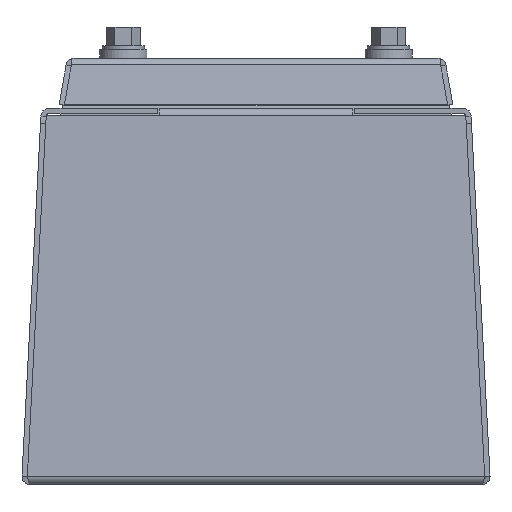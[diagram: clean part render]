
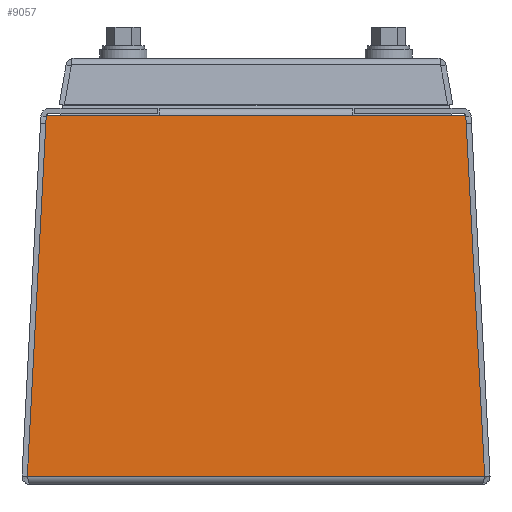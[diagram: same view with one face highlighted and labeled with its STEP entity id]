
A CAD part, left-side view. The second image highlights one B-rep face of the part: STEP entity #9057.
In plain terms, the highlighted planar face has unit normal (-0.999, 0, 0.052).
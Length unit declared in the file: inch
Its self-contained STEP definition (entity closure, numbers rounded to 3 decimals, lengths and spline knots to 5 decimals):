
#44 = DIRECTION ( 'NONE',  ( 0., 1., 0. ) ) ;
#514 = VECTOR ( 'NONE', #44, 39.37008 ) ;
#721 = CARTESIAN_POINT ( 'NONE',  ( -3.77021, 1.02773, 3.9185 ) ) ;
#1003 = VECTOR ( 'NONE', #13109, 39.37008 ) ;
#1210 = VERTEX_POINT ( 'NONE', #11699 ) ;
#1245 = ORIENTED_EDGE ( 'NONE', *, *, #12241, .T. ) ;
#1447 = EDGE_CURVE ( 'NONE', #12217, #1741, #10021, .T. ) ;
#1741 = VERTEX_POINT ( 'NONE', #9679 ) ;
#1866 = VERTEX_POINT ( 'NONE', #6479 ) ;
#2571 = EDGE_LOOP ( 'NONE', ( #1245, #10520, #7799, #4803, #8191, #9958 ) ) ;
#2797 = LINE ( 'NONE', #7165, #7989 ) ;
#3201 = CARTESIAN_POINT ( 'NONE',  ( -3.77021, 2.23017, 3.9185 ) ) ;
#3842 = PLANE ( 'NONE',  #14179 ) ;
#3954 = CARTESIAN_POINT ( 'NONE',  ( -3.97082, -2.43079, 0.0905 ) ) ;
#4246 = CARTESIAN_POINT ( 'NONE',  ( -3.77021, -16.85702, 3.9185 ) ) ;
#4736 = CARTESIAN_POINT ( 'NONE',  ( -3.97242, -16.85702, 0.05998 ) ) ;
#4788 = EDGE_CURVE ( 'NONE', #1866, #6861, #11745, .T. ) ;
#4803 = ORIENTED_EDGE ( 'NONE', *, *, #12109, .T. ) ;
#5416 = VECTOR ( 'NONE', #10796, 39.37008 ) ;
#5491 = LINE ( 'NONE', #7592, #1003 ) ;
#6479 = CARTESIAN_POINT ( 'NONE',  ( -3.77021, -1.02773, 3.9185 ) ) ;
#6861 = VERTEX_POINT ( 'NONE', #721 ) ;
#7165 = CARTESIAN_POINT ( 'NONE',  ( -3.77021, 2.23017, 3.9185 ) ) ;
#7176 = DIRECTION ( 'NONE',  ( 0.052, 0.052, 0.997 ) ) ;
#7188 = DIRECTION ( 'NONE',  ( -0.999, 0., 0.052 ) ) ;
#7267 = FACE_OUTER_BOUND ( 'NONE', #2571, .T. ) ;
#7592 = CARTESIAN_POINT ( 'NONE',  ( -3.77021, -16.85702, 3.9185 ) ) ;
#7799 = ORIENTED_EDGE ( 'NONE', *, *, #10784, .T. ) ;
#7989 = VECTOR ( 'NONE', #10441, 39.37008 ) ;
#8191 = ORIENTED_EDGE ( 'NONE', *, *, #1447, .F. ) ;
#8192 = LINE ( 'NONE', #8259, #13737 ) ;
#8259 = CARTESIAN_POINT ( 'NONE',  ( -3.97082, -2.43079, 0.0905 ) ) ;
#8275 = DIRECTION ( 'NONE',  ( 0.052, 0., 0.999 ) ) ;
#8616 = VERTEX_POINT ( 'NONE', #3201 ) ;
#8750 = LINE ( 'NONE', #4246, #5416 ) ;
#9057 = ADVANCED_FACE ( 'NONE', ( #7267 ), #3842, .T. ) ;
#9641 = CARTESIAN_POINT ( 'NONE',  ( -3.77021, -16.85702, 3.9185 ) ) ;
#9679 = CARTESIAN_POINT ( 'NONE',  ( -3.97082, 2.43079, 0.0905 ) ) ;
#9958 = ORIENTED_EDGE ( 'NONE', *, *, #10254, .T. ) ;
#10021 = LINE ( 'NONE', #10241, #514 ) ;
#10241 = CARTESIAN_POINT ( 'NONE',  ( -3.97082, -2.40194, 0.0905 ) ) ;
#10254 = EDGE_CURVE ( 'NONE', #12217, #1210, #8192, .T. ) ;
#10441 = DIRECTION ( 'NONE',  ( -0.052, 0.052, -0.997 ) ) ;
#10520 = ORIENTED_EDGE ( 'NONE', *, *, #4788, .T. ) ;
#10784 = EDGE_CURVE ( 'NONE', #6861, #8616, #8750, .T. ) ;
#10796 = DIRECTION ( 'NONE',  ( 0., 1., 0. ) ) ;
#11699 = CARTESIAN_POINT ( 'NONE',  ( -3.77021, -2.23017, 3.9185 ) ) ;
#11745 = LINE ( 'NONE', #9641, #12923 ) ;
#11813 = DIRECTION ( 'NONE',  ( 0., 1., 0. ) ) ;
#12109 = EDGE_CURVE ( 'NONE', #8616, #1741, #2797, .T. ) ;
#12217 = VERTEX_POINT ( 'NONE', #3954 ) ;
#12241 = EDGE_CURVE ( 'NONE', #1210, #1866, #5491, .T. ) ;
#12923 = VECTOR ( 'NONE', #11813, 39.37008 ) ;
#13109 = DIRECTION ( 'NONE',  ( 0., 1., 0. ) ) ;
#13737 = VECTOR ( 'NONE', #7176, 39.37008 ) ;
#14179 = AXIS2_PLACEMENT_3D ( 'NONE', #4736, #7188, #8275 ) ;
